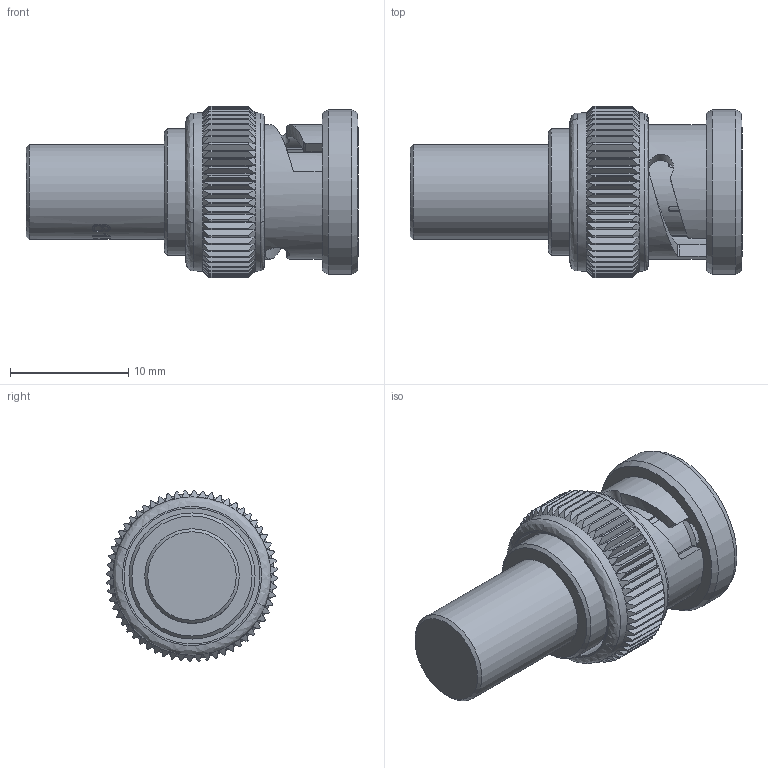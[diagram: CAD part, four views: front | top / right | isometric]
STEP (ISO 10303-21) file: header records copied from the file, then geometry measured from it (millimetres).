
FILE_DESCRIPTION (( 'STEP AP203' ), '1' );
FILE_NAME ('PE6156A_3D.step', '2021-04-27T19:19:55', ( '' ), ( '' ), 'SwSTEP 2.0', 'SolidWorks 2020', '' );
FILE_SCHEMA (( 'CONFIG_CONTROL_DESIGN' ));
Length unit declared in the file: inch
Products named in the file (1): PE6156A_3D
Bounding box: 28.1 x 14.48 x 14.48 mm (x, y, z)
Volume: 2187 mm3; surface area: 2498.3 mm2
Topology: 2 solids, 2 shells, 487 faces, 1142 edges, 677 vertices
Faces by surface type: plane 174, cone 141, cylinder 104, bspline 68
Full cylindrical faces by diameter (mm): 0.711 x1, 1.016 x1, 1.092 x1, 1.27 x1, 1.627 x1, 2.054 x1, 2.184 x1, 2.212 x1, 2.489 x1, 5.004 x1, 6.904 x1, 7.057 x1, 7.501 x1, 8 x1, 9.395 x1, 9.991 x1, 10.672 x1, 11.395 x1, 11.515 x1, 13.38 x2, 13.922 x1
Entity records: 19254 total; most frequent: CARTESIAN_POINT 9219, ORIENTED_EDGE 2200, DIRECTION 1801, EDGE_CURVE 1100, AXIS2_PLACEMENT_3D 762, VERTEX_POINT 666, EDGE_LOOP 542, FACE_OUTER_BOUND 509
